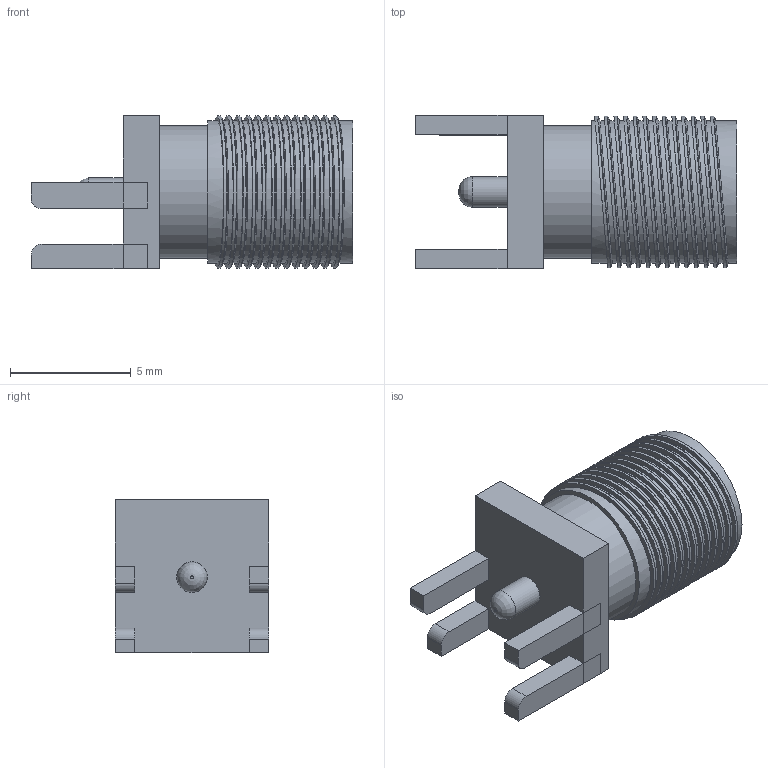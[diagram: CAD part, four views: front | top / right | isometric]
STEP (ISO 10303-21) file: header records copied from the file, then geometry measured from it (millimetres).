
FILE_DESCRIPTION(/* description */ ('model of SMA_Samtec_SMA-J-P-H-ST-EM1_EdgeMount'),/* implementation_level */ '2;1');
FILE_NAME(/* name */ 'SMA_Samtec_SMA-J-P-H-ST-EM1_EdgeMount.step',/* time_stamp */ '2019-07-10T17:37:26',/* author */ ('kicad StepUp','ksu'),/* organization */ ('FreeCAD'),/* preprocessor_version */ 'OCC',/* originating_system */ 'kicad StepUp',/* authorisation */ '');
FILE_SCHEMA(('AUTOMOTIVE_DESIGN { 1 0 10303 214 1 1 1 1 }'));
Length unit declared in the file: millimetre
Products named in the file (1): SMA_Samtec_SMA
Bounding box: 13.33 x 6.35 x 6.35 mm (x, y, z)
Volume: 230.8 mm3; surface area: 622.5 mm2
Topology: 1 solids, 1 shells, 128 faces, 241 edges, 148 vertices
Faces by surface type: plane 65, cylinder 36, cone 26, revolution 1
Full cylindrical faces by diameter (mm): 1.27 x1, 1.52 x1, 4.3 x1, 5.5 x2, 5.9 x14, 6.3 x13
Entity records: 4101 total; most frequent: DIRECTION 599, CARTESIAN_POINT 528, ORIENTED_EDGE 482, EDGE_CURVE 241, AXIS2_PLACEMENT_3D 229, FACE_BOUND 161, EDGE_LOOP 161, VERTEX_POINT 148
